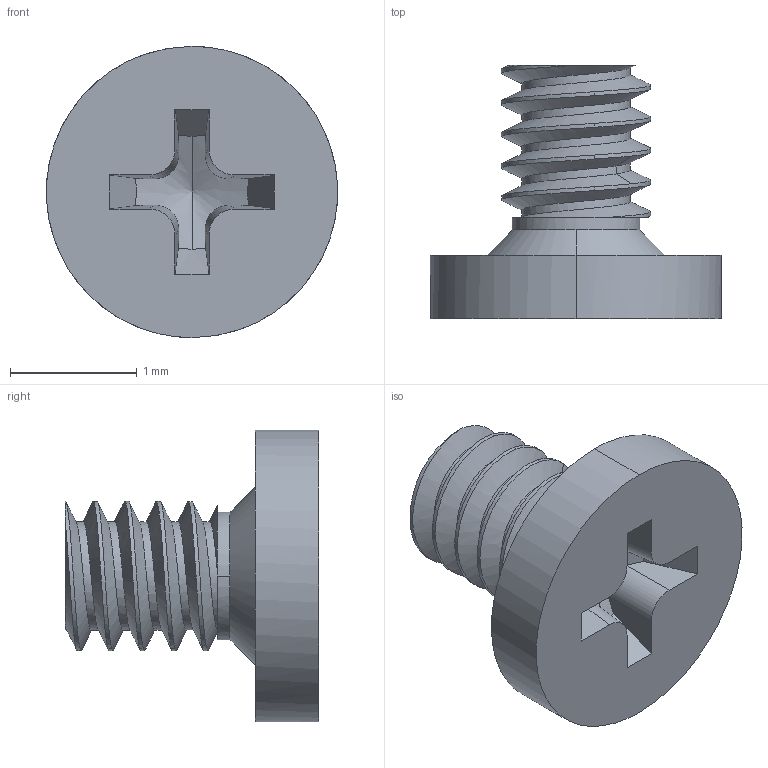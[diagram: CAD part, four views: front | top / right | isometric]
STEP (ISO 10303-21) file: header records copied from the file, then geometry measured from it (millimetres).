
FILE_DESCRIPTION( ( 'STEP AP203' ), '1' );
FILE_NAME( 'Nail.step', ' ', ( ' ' ), ( ' ' ), 'PSStep 20.0.26', ' ', ' ' );
FILE_SCHEMA( ( 'CONFIG_CONTROL_DESIGN' ) );
Length unit declared in the file: metre
Products named in the file (3): Assem1
Assembly tree (2 placements, depth 3):
  Assem1
    (unnamed)
      (unnamed)
Bounding box: 2.3 x 2 x 2.3 mm (x, y, z)
Volume: 3.1 mm3; surface area: 21.1 mm2
Topology: 1 solids, 1 shells, 45 faces, 122 edges, 79 vertices
Faces by surface type: cylinder 18, plane 17, bspline 10
Entity records: 2853 total; most frequent: CARTESIAN_POINT 1817, ORIENTED_EDGE 240, EDGE_CURVE 120, DIRECTION 114, B_SPLINE_CURVE_WITH_KNOTS 88, VERTEX_POINT 79, EDGE_LOOP 47, ADVANCED_FACE 45
